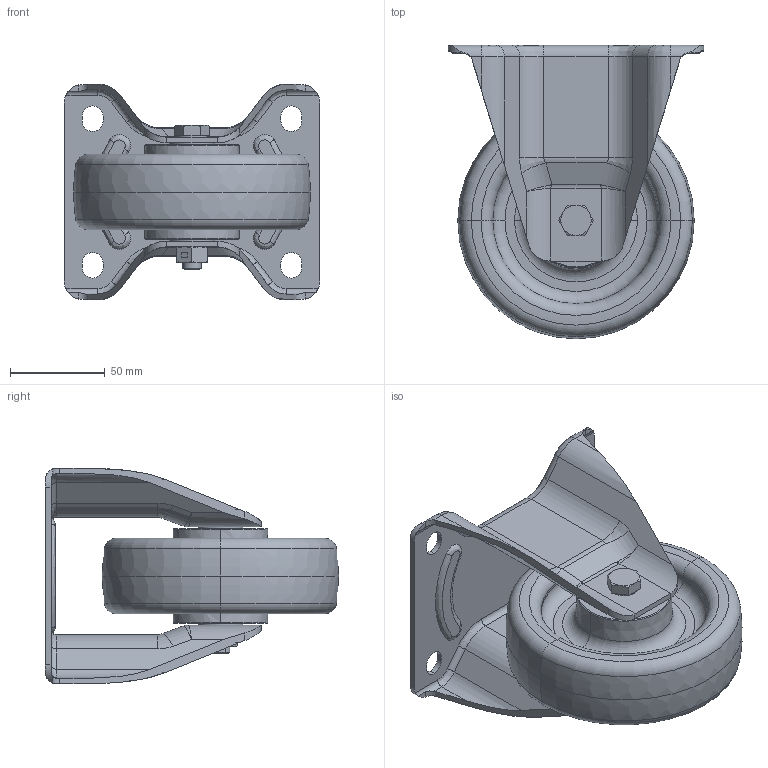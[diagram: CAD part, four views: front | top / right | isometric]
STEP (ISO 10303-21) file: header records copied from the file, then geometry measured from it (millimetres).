
FILE_DESCRIPTION (( 'STEP AP214' ), '1' );
FILE_NAME ('0032272.step', '2021-02-10T15:23:51', ( '' ), ( '' ), 'SwSTEP 2.0', 'SolidWorks 2020', '' );
FILE_SCHEMA (( 'AUTOMOTIVE_DESIGN' ));
Length unit declared in the file: millimetre
Products named in the file (1): 0032272
Bounding box: 135 x 155 x 114 mm (x, y, z)
Surface area: 145008.7 mm2 (no closed solid volume)
Topology: 0 solids, 17 shells, 463 faces, 1045 edges, 634 vertices
Faces by surface type: cylinder 181, plane 129, torus 76, bspline 49, cone 28
Entity records: 20506 total; most frequent: CARTESIAN_POINT 5012, DIRECTION 2205, ORIENTED_EDGE 2090, EDGE_CURVE 1045, AXIS2_PLACEMENT_3D 921, VERTEX_POINT 634, EDGE_LOOP 523, CIRCLE 506
